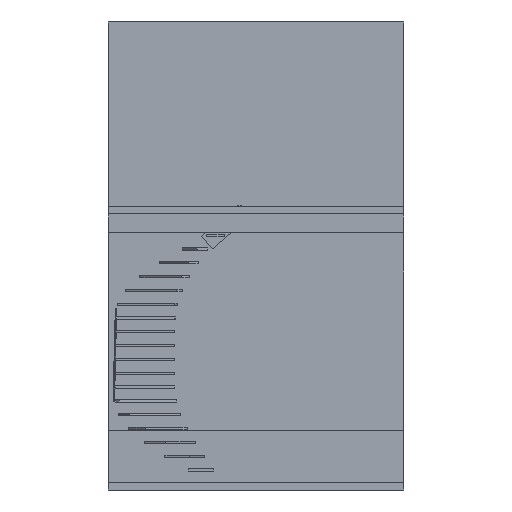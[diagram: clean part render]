
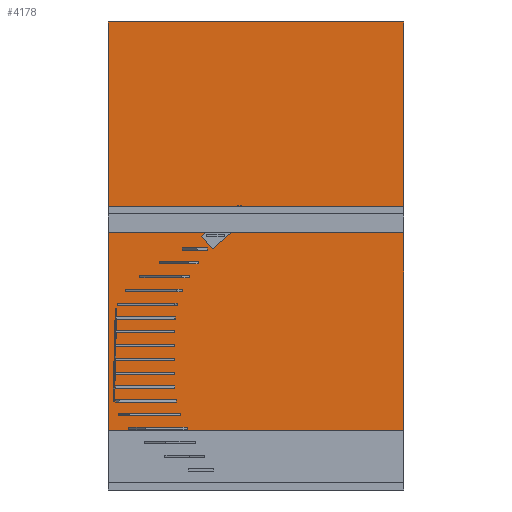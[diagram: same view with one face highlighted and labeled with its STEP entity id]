
A CAD part, front view. The second image highlights one B-rep face of the part: STEP entity #4178.
In plain terms, the highlighted planar face has unit normal (0, -1, 0).
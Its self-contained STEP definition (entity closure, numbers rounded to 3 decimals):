
#177 = EDGE_CURVE ( 'NONE', #944, #806, #1228, .T. ) ;
#178 = EDGE_CURVE ( 'NONE', #815, #990, #654, .T. ) ;
#179 = EDGE_CURVE ( 'NONE', #894, #889, #852, .T. ) ;
#180 = EDGE_CURVE ( 'NONE', #894, #944, #584, .T. ) ;
#181 = EDGE_CURVE ( 'NONE', #806, #815, #692, .T. ) ;
#184 = EDGE_CURVE ( 'NONE', #1711, #755, #1230, .T. ) ;
#186 = EDGE_CURVE ( 'NONE', #1516, #1100, #728, .T. ) ;
#194 = EDGE_CURVE ( 'NONE', #889, #1516, #1116, .T. ) ;
#199 = EDGE_CURVE ( 'NONE', #755, #990, #1878, .T. ) ;
#311 = EDGE_CURVE ( 'NONE', #1100, #1711, #1630, .T. ) ;
#437 = AXIS2_PLACEMENT_3D ( 'NONE', #3377, #3433, #3426 ) ;
#584 = LINE ( 'NONE', #2591, #727 ) ;
#654 = LINE ( 'NONE', #2594, #736 ) ;
#675 = VECTOR ( 'NONE', #2549, 1000. ) ;
#692 = LINE ( 'NONE', #2538, #918 ) ;
#707 = VECTOR ( 'NONE', #2534, 1000. ) ;
#727 = VECTOR ( 'NONE', #2537, 1000. ) ;
#728 = LINE ( 'NONE', #2551, #675 ) ;
#736 = VECTOR ( 'NONE', #2571, 1000. ) ;
#755 = VERTEX_POINT ( 'NONE', #2750 ) ;
#779 = VECTOR ( 'NONE', #2554, 1000. ) ;
#806 = VERTEX_POINT ( 'NONE', #2693 ) ;
#815 = VERTEX_POINT ( 'NONE', #2574 ) ;
#819 = VECTOR ( 'NONE', #2437, 1000. ) ;
#852 = LINE ( 'NONE', #2535, #707 ) ;
#889 = VERTEX_POINT ( 'NONE', #2520 ) ;
#894 = VERTEX_POINT ( 'NONE', #2635 ) ;
#918 = VECTOR ( 'NONE', #2560, 1000. ) ;
#944 = VERTEX_POINT ( 'NONE', #2684 ) ;
#990 = VERTEX_POINT ( 'NONE', #2523 ) ;
#1010 = VECTOR ( 'NONE', #2525, 1000. ) ;
#1081 = VECTOR ( 'NONE', #2532, 1000. ) ;
#1100 = VERTEX_POINT ( 'NONE', #2581 ) ;
#1116 = LINE ( 'NONE', #2572, #1634 ) ;
#1228 = LINE ( 'NONE', #2589, #1010 ) ;
#1230 = LINE ( 'NONE', #2536, #779 ) ;
#1263 = ORIENTED_EDGE ( 'NONE', *, *, #184, .F. ) ;
#1290 = ORIENTED_EDGE ( 'NONE', *, *, #311, .F. ) ;
#1305 = ORIENTED_EDGE ( 'NONE', *, *, #194, .F. ) ;
#1310 = ORIENTED_EDGE ( 'NONE', *, *, #177, .T. ) ;
#1311 = FACE_OUTER_BOUND ( 'NONE', #2395, .T. ) ;
#1326 = ORIENTED_EDGE ( 'NONE', *, *, #186, .F. ) ;
#1516 = VERTEX_POINT ( 'NONE', #2575 ) ;
#1630 = LINE ( 'NONE', #2436, #819 ) ;
#1634 = VECTOR ( 'NONE', #2564, 1000. ) ;
#1711 = VERTEX_POINT ( 'NONE', #4021 ) ;
#1878 = LINE ( 'NONE', #2533, #1081 ) ;
#2012 = ORIENTED_EDGE ( 'NONE', *, *, #199, .F. ) ;
#2022 = ORIENTED_EDGE ( 'NONE', *, *, #180, .T. ) ;
#2239 = ORIENTED_EDGE ( 'NONE', *, *, #181, .T. ) ;
#2240 = ORIENTED_EDGE ( 'NONE', *, *, #178, .T. ) ;
#2395 = EDGE_LOOP ( 'NONE', ( #2239, #2240, #2012, #1263, #1290, #1326, #1305, #2398, #2022, #1310 ) ) ;
#2398 = ORIENTED_EDGE ( 'NONE', *, *, #179, .F. ) ;
#2436 = CARTESIAN_POINT ( 'NONE',  ( -2000., 3500., -50. ) ) ;
#2437 = DIRECTION ( 'NONE',  ( 0., 0., 1. ) ) ;
#2520 = CARTESIAN_POINT ( 'NONE',  ( 2000., 3500., 3690. ) ) ;
#2523 = CARTESIAN_POINT ( 'NONE',  ( 2000., 3500., 3790. ) ) ;
#2525 = DIRECTION ( 'NONE',  ( -1., 0., 0. ) ) ;
#2532 = DIRECTION ( 'NONE',  ( 0., 0., -1. ) ) ;
#2533 = CARTESIAN_POINT ( 'NONE',  ( 2000., 3500., -50. ) ) ;
#2534 = DIRECTION ( 'NONE',  ( 1., 0., 0. ) ) ;
#2535 = CARTESIAN_POINT ( 'NONE',  ( -9000.714, 3500., 3690. ) ) ;
#2536 = CARTESIAN_POINT ( 'NONE',  ( -2000., 3500., 6290. ) ) ;
#2537 = DIRECTION ( 'NONE',  ( 0., 0., -1. ) ) ;
#2538 = CARTESIAN_POINT ( 'NONE',  ( -200., 3500., 3690. ) ) ;
#2549 = DIRECTION ( 'NONE',  ( -1., 0., 0. ) ) ;
#2551 = CARTESIAN_POINT ( 'NONE',  ( 2000., 3500., 760. ) ) ;
#2554 = DIRECTION ( 'NONE',  ( 1., 0., 0. ) ) ;
#2560 = DIRECTION ( 'NONE',  ( 0., 0., 1. ) ) ;
#2564 = DIRECTION ( 'NONE',  ( 0., 0., -1. ) ) ;
#2571 = DIRECTION ( 'NONE',  ( 1., 0., 0. ) ) ;
#2572 = CARTESIAN_POINT ( 'NONE',  ( 2000., 3500., -50. ) ) ;
#2574 = CARTESIAN_POINT ( 'NONE',  ( -200., 3500., 3790. ) ) ;
#2575 = CARTESIAN_POINT ( 'NONE',  ( 2000., 3500., 760. ) ) ;
#2581 = CARTESIAN_POINT ( 'NONE',  ( -2000., 3500., 760. ) ) ;
#2589 = CARTESIAN_POINT ( 'NONE',  ( -200., 3500., 3440. ) ) ;
#2591 = CARTESIAN_POINT ( 'NONE',  ( 0., 3500., 3690. ) ) ;
#2594 = CARTESIAN_POINT ( 'NONE',  ( -9000.714, 3500., 3790. ) ) ;
#2635 = CARTESIAN_POINT ( 'NONE',  ( 0., 3500., 3690. ) ) ;
#2684 = CARTESIAN_POINT ( 'NONE',  ( 0., 3500., 3440. ) ) ;
#2693 = CARTESIAN_POINT ( 'NONE',  ( -200., 3500., 3440. ) ) ;
#2750 = CARTESIAN_POINT ( 'NONE',  ( 2000., 3500., 6290. ) ) ;
#3377 = CARTESIAN_POINT ( 'NONE',  ( 0., 3500., 0. ) ) ;
#3426 = DIRECTION ( 'NONE',  ( -1., 0., 0. ) ) ;
#3433 = DIRECTION ( 'NONE',  ( 0., 1., 0. ) ) ;
#3437 = PLANE ( 'NONE',  #437 ) ;
#4021 = CARTESIAN_POINT ( 'NONE',  ( -2000., 3500., 6290. ) ) ;
#4178 = ADVANCED_FACE ( 'NONE', ( #1311 ), #3437, .F. ) ;
